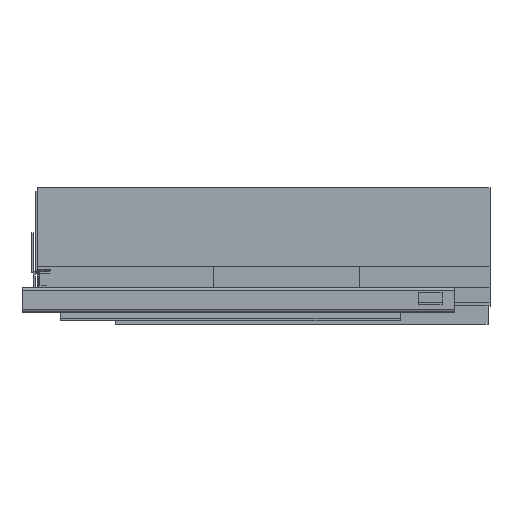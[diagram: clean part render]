
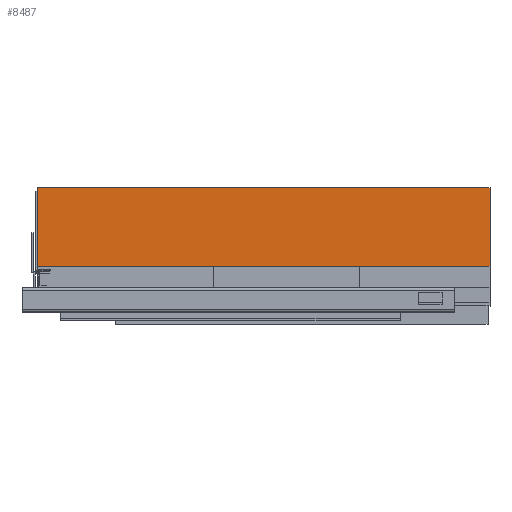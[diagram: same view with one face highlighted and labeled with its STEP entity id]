
A CAD part, top view. The second image highlights one B-rep face of the part: STEP entity #8487.
In plain terms, the highlighted planar face has unit normal (0, 0, 1).
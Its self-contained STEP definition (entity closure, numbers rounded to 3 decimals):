
#258 = PLANE ( 'NONE',  #6630 ) ;
#317 = VERTEX_POINT ( 'NONE', #8123 ) ;
#441 = CARTESIAN_POINT ( 'NONE',  ( -340., 30., 13.5 ) ) ;
#812 = ORIENTED_EDGE ( 'NONE', *, *, #6190, .T. ) ;
#1000 = CARTESIAN_POINT ( 'NONE',  ( -340., 89., 13.5 ) ) ;
#1577 = DIRECTION ( 'NONE',  ( 0., -1., 0. ) ) ;
#1789 = DIRECTION ( 'NONE',  ( 0., 0., 1. ) ) ;
#2291 = DIRECTION ( 'NONE',  ( 0., -1., 0. ) ) ;
#2585 = VERTEX_POINT ( 'NONE', #7818 ) ;
#3217 = CARTESIAN_POINT ( 'NONE',  ( 0., 89., 13.5 ) ) ;
#3249 = ORIENTED_EDGE ( 'NONE', *, *, #6757, .F. ) ;
#3660 = CARTESIAN_POINT ( 'NONE',  ( -340., 89., 13.5 ) ) ;
#4324 = LINE ( 'NONE', #1000, #8524 ) ;
#4487 = FACE_OUTER_BOUND ( 'NONE', #8974, .T. ) ;
#4738 = VECTOR ( 'NONE', #5979, 1000. ) ;
#4794 = VERTEX_POINT ( 'NONE', #5871 ) ;
#5837 = LINE ( 'NONE', #3217, #8812 ) ;
#5845 = DIRECTION ( 'NONE',  ( 1., 0., 0. ) ) ;
#5871 = CARTESIAN_POINT ( 'NONE',  ( 0., 30., 13.5 ) ) ;
#5976 = CARTESIAN_POINT ( 'NONE',  ( -340., 89., 13.5 ) ) ;
#5979 = DIRECTION ( 'NONE',  ( 1., 0., 0. ) ) ;
#6012 = EDGE_CURVE ( 'NONE', #317, #8003, #7083, .T. ) ;
#6190 = EDGE_CURVE ( 'NONE', #8003, #4794, #6670, .T. ) ;
#6525 = DIRECTION ( 'NONE',  ( 0., -1., 0. ) ) ;
#6554 = ORIENTED_EDGE ( 'NONE', *, *, #8039, .F. ) ;
#6630 = AXIS2_PLACEMENT_3D ( 'NONE', #5976, #1789, #2291 ) ;
#6670 = LINE ( 'NONE', #441, #4738 ) ;
#6757 = EDGE_CURVE ( 'NONE', #317, #2585, #4324, .T. ) ;
#7039 = VECTOR ( 'NONE', #1577, 1000. ) ;
#7083 = LINE ( 'NONE', #3660, #7039 ) ;
#7818 = CARTESIAN_POINT ( 'NONE',  ( 0., 89., 13.5 ) ) ;
#7992 = CARTESIAN_POINT ( 'NONE',  ( -340., 30., 13.5 ) ) ;
#8003 = VERTEX_POINT ( 'NONE', #7992 ) ;
#8039 = EDGE_CURVE ( 'NONE', #2585, #4794, #5837, .T. ) ;
#8123 = CARTESIAN_POINT ( 'NONE',  ( -340., 89., 13.5 ) ) ;
#8454 = ORIENTED_EDGE ( 'NONE', *, *, #6012, .T. ) ;
#8487 = ADVANCED_FACE ( 'NONE', ( #4487 ), #258, .T. ) ;
#8524 = VECTOR ( 'NONE', #5845, 1000. ) ;
#8812 = VECTOR ( 'NONE', #6525, 1000. ) ;
#8974 = EDGE_LOOP ( 'NONE', ( #6554, #3249, #8454, #812 ) ) ;
